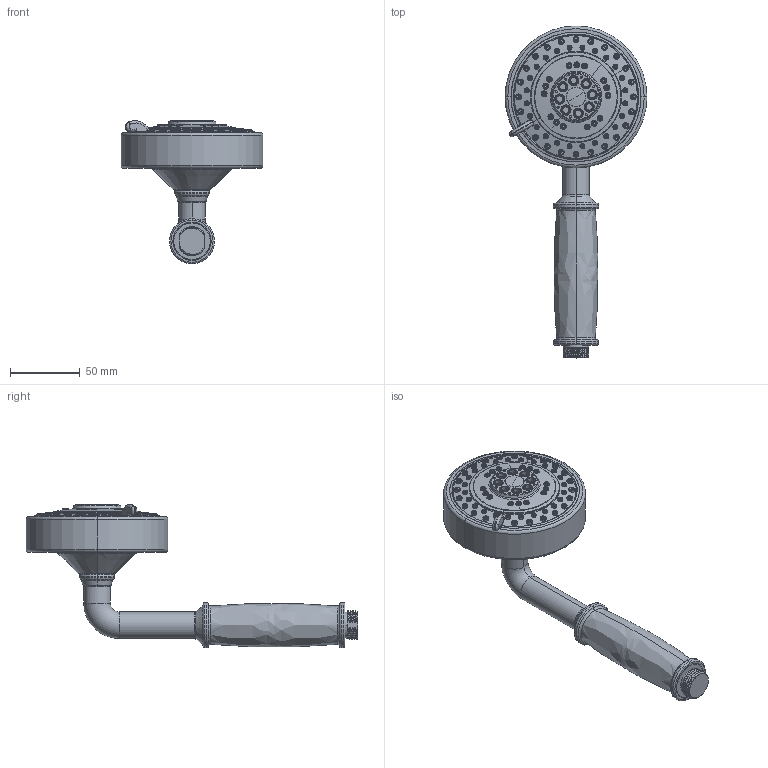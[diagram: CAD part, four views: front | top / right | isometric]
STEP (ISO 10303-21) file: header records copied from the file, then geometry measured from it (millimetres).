
FILE_DESCRIPTION((''),'2;1');
FILE_NAME('283-3_ASM','2020-12-11T10:26:02',('jinson.thomas'),(''),'CREO PARAMETRIC BY PTC INC, 2018400','CREO PARAMETRIC BY PTC INC, 2018400','');
FILE_SCHEMA(('CONFIG_CONTROL_DESIGN'));
Length unit declared in the file: inch
Products named in the file (3): 13331; 11375; 283-3_ASM
Assembly tree (2 placements, depth 2):
  283-3_ASM
    13331
    11375
Bounding box: 101.6 x 237.62 x 102.7 mm (x, y, z)
Volume: 358199.2 mm3; surface area: 46785.3 mm2
Topology: 2 solids, 2 shells, 1062 faces, 2233 edges, 1323 vertices
Faces by surface type: torus 338, cone 296, cylinder 180, plane 123, bspline 67, sphere 58
Entity records: 41043 total; most frequent: CARTESIAN_POINT 18512, DIRECTION 4933, ORIENTED_EDGE 4452, EDGE_CURVE 2226, AXIS2_PLACEMENT_3D 2200, VERTEX_POINT 1323, EDGE_LOOP 1217, CIRCLE 1200
